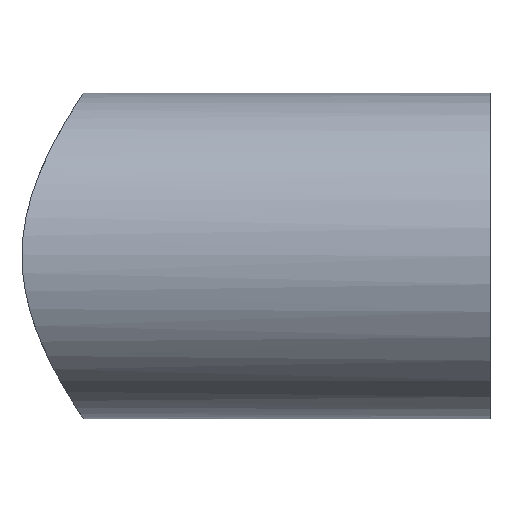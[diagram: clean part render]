
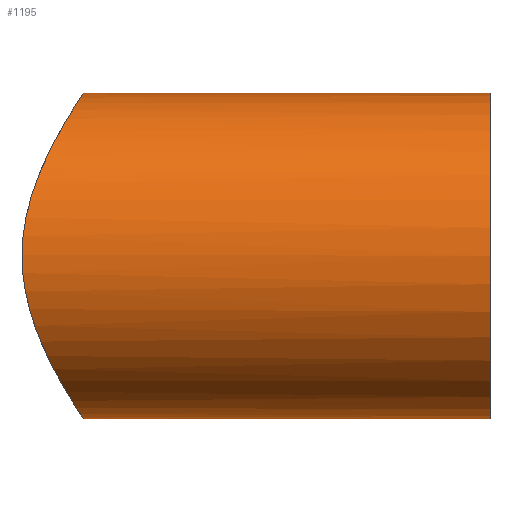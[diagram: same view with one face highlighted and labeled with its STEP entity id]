
A CAD part, front view. The second image highlights one B-rep face of the part: STEP entity #1195.
In plain terms, the highlighted cylindrical face has radius 14 mm (diameter 28 mm), a partial arc.
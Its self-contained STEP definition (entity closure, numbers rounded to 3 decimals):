
#2 = CARTESIAN_POINT ( 'NONE',  ( -25.981, -13.501, 3.734 ) ) ;
#14 = CARTESIAN_POINT ( 'NONE',  ( -21.62, -4.629, -13.245 ) ) ;
#42 = DIRECTION ( 'NONE',  ( 0., 0., 1. ) ) ;
#117 = CARTESIAN_POINT ( 'NONE',  ( -24.264, -11.104, -8.539 ) ) ;
#126 = CARTESIAN_POINT ( 'NONE',  ( -24.916, -12.11, 7.081 ) ) ;
#130 = EDGE_CURVE ( 'NONE', #156, #756, #1044, .T. ) ;
#136 = CARTESIAN_POINT ( 'NONE',  ( -22.939, -8.614, -11.073 ) ) ;
#145 = VERTEX_POINT ( 'NONE', #252 ) ;
#156 = VERTEX_POINT ( 'NONE', #1290 ) ;
#163 = CARTESIAN_POINT ( 'NONE',  ( -37.977, 0., 0. ) ) ;
#222 = CARTESIAN_POINT ( 'NONE',  ( -23.926, -10.534, 9.232 ) ) ;
#227 = DIRECTION ( 'NONE',  ( 1., 0., 0. ) ) ;
#234 = CARTESIAN_POINT ( 'NONE',  ( -26.407, -14., 0.487 ) ) ;
#246 = CARTESIAN_POINT ( 'NONE',  ( -24.43, -11.368, -8.183 ) ) ;
#252 = CARTESIAN_POINT ( 'NONE',  ( 13.873, 0., 14. ) ) ;
#254 = CARTESIAN_POINT ( 'NONE',  ( -26.238, -13.805, 2.372 ) ) ;
#261 = VERTEX_POINT ( 'NONE', #957 ) ;
#356 = CARTESIAN_POINT ( 'NONE',  ( -21.191, -1.893, 13.903 ) ) ;
#361 = CARTESIAN_POINT ( 'NONE',  ( -21.631, -4.618, 13.225 ) ) ;
#371 = CARTESIAN_POINT ( 'NONE',  ( -22.495, -7.504, -11.827 ) ) ;
#386 = CARTESIAN_POINT ( 'NONE',  ( -24.755, -11.865, -7.445 ) ) ;
#419 = ORIENTED_EDGE ( 'NONE', *, *, #1118, .T. ) ;
#429 = CARTESIAN_POINT ( 'NONE',  ( -21.206, -1.885, -13.881 ) ) ;
#487 = CARTESIAN_POINT ( 'NONE',  ( -26.078, -13.617, 3.284 ) ) ;
#494 = CARTESIAN_POINT ( 'NONE',  ( -26.3, -13.877, 1.909 ) ) ;
#510 = CARTESIAN_POINT ( 'NONE',  ( -25.63, -13.065, 5.051 ) ) ;
#533 = CARTESIAN_POINT ( 'NONE',  ( -21.127, 0., -14. ) ) ;
#543 = CYLINDRICAL_SURFACE ( 'NONE', #1653, 14. ) ;
#614 = CARTESIAN_POINT ( 'NONE',  ( -21.127, -0.957, 14. ) ) ;
#620 = CARTESIAN_POINT ( 'NONE',  ( -21.451, -3.722, 13.504 ) ) ;
#622 = AXIS2_PLACEMENT_3D ( 'NONE', #1387, #1275, #1416 ) ;
#627 = CARTESIAN_POINT ( 'NONE',  ( -25.221, -12.526, -6.269 ) ) ;
#643 = CARTESIAN_POINT ( 'NONE',  ( -21.96, -5.903, -12.703 ) ) ;
#661 = ORIENTED_EDGE ( 'NONE', *, *, #1104, .T. ) ;
#750 = CARTESIAN_POINT ( 'NONE',  ( -22.072, -6.32, 12.526 ) ) ;
#756 = VERTEX_POINT ( 'NONE', #1276 ) ;
#757 = CARTESIAN_POINT ( 'NONE',  ( -25.764, -13.234, -4.591 ) ) ;
#770 = CARTESIAN_POINT ( 'NONE',  ( -22.086, -6.32, -12.5 ) ) ;
#786 = CARTESIAN_POINT ( 'NONE',  ( -7.627, 0., 14. ) ) ;
#790 = CIRCLE ( 'NONE', #622, 14. ) ;
#852 = VECTOR ( 'NONE', #227, 1000. ) ;
#879 = CARTESIAN_POINT ( 'NONE',  ( -26.084, -13.624, -3.256 ) ) ;
#891 = CARTESIAN_POINT ( 'NONE',  ( -22.354, -7.12, -12.063 ) ) ;
#904 = CARTESIAN_POINT ( 'NONE',  ( -26.385, -13.974, 0.968 ) ) ;
#913 = CARTESIAN_POINT ( 'NONE',  ( -37.977, 0., 14. ) ) ;
#921 = ORIENTED_EDGE ( 'NONE', *, *, #130, .F. ) ;
#922 = CARTESIAN_POINT ( 'NONE',  ( -21.253, -2.359, -13.808 ) ) ;
#937 = DIRECTION ( 'NONE',  ( -1., 0., 0. ) ) ;
#947 = CARTESIAN_POINT ( 'NONE',  ( -21.143, -0.943, -13.976 ) ) ;
#948 = EDGE_CURVE ( 'NONE', #1166, #1366, #1481, .T. ) ;
#957 = CARTESIAN_POINT ( 'NONE',  ( 13.873, 0., -14. ) ) ;
#969 = DIRECTION ( 'NONE',  ( -1., 0., 0. ) ) ;
#992 = CARTESIAN_POINT ( 'NONE',  ( -26.408, -14.001, -0.937 ) ) ;
#998 = CARTESIAN_POINT ( 'NONE',  ( -24.262, -11.1, 8.543 ) ) ;
#1009 = CARTESIAN_POINT ( 'NONE',  ( -23.761, -10.24, -9.557 ) ) ;
#1017 = CARTESIAN_POINT ( 'NONE',  ( -25.639, -13.077, -5.02 ) ) ;
#1028 = CARTESIAN_POINT ( 'NONE',  ( -21.127, 0., 14. ) ) ;
#1031 = B_SPLINE_CURVE_WITH_KNOTS ( 'NONE', 3,
 ( #1028, #614, #356, #1423, #620, #361, #1663, #750, #1542, #1551, #1133, #1657, #222, #998, #1125, #126, #1149, #510, #1402, #2, #487, #254, #494, #904, #234, #992, #1516, #879, #1394, #757, #1017, #1264, #627, #1532, #386, #246, #117, #1292, #1009, #1140, #136, #371, #891, #770, #643, #14, #1431, #922, #429, #947, #1439, #533 ),
 .UNSPECIFIED., .F., .F.,
 ( 4, 2, 2, 2, 2, 2, 2, 2, 2, 2, 2, 2, 2, 2, 2, 2, 2, 2, 2, 2, 2, 2, 2, 2, 2, 4 ),
 ( 0., 0.003, 0.004, 0.006, 0.008, 0.011, 0.013, 0.014, 0.017, 0.018, 0.02, 0.021, 0.023, 0.025, 0.027, 0.028, 0.03, 0.031, 0.032, 0.034, 0.037, 0.038, 0.04, 0.042, 0.044, 0.045 ),
 .UNSPECIFIED. ) ;
#1044 = LINE ( 'NONE', #1421, #1348 ) ;
#1058 = LINE ( 'NONE', #913, #1493 ) ;
#1075 = EDGE_CURVE ( 'NONE', #261, #145, #790, .T. ) ;
#1104 = EDGE_CURVE ( 'NONE', #156, #261, #1524, .T. ) ;
#1118 = EDGE_CURVE ( 'NONE', #1366, #756, #1031, .T. ) ;
#1125 = CARTESIAN_POINT ( 'NONE',  ( -24.429, -11.367, 8.185 ) ) ;
#1133 = CARTESIAN_POINT ( 'NONE',  ( -23.262, -9.3, 10.503 ) ) ;
#1140 = CARTESIAN_POINT ( 'NONE',  ( -23.26, -9.296, -10.506 ) ) ;
#1149 = CARTESIAN_POINT ( 'NONE',  ( -25.224, -12.535, 6.301 ) ) ;
#1166 = VERTEX_POINT ( 'NONE', #786 ) ;
#1184 = DIRECTION ( 'NONE',  ( -1., 0., 0. ) ) ;
#1195 = ADVANCED_FACE ( 'NONE', ( #1466 ), #543, .T. ) ;
#1223 = EDGE_CURVE ( 'NONE', #145, #1166, #1058, .T. ) ;
#1225 = CARTESIAN_POINT ( 'NONE',  ( -37.977, 0., 14. ) ) ;
#1264 = CARTESIAN_POINT ( 'NONE',  ( -25.368, -12.723, -5.858 ) ) ;
#1265 = ORIENTED_EDGE ( 'NONE', *, *, #948, .T. ) ;
#1275 = DIRECTION ( 'NONE',  ( -1., 0., 0. ) ) ;
#1276 = CARTESIAN_POINT ( 'NONE',  ( -21.127, 0., -14. ) ) ;
#1282 = CARTESIAN_POINT ( 'NONE',  ( -37.977, 0., -14. ) ) ;
#1290 = CARTESIAN_POINT ( 'NONE',  ( -7.627, 0., -14. ) ) ;
#1292 = CARTESIAN_POINT ( 'NONE',  ( -23.93, -10.54, -9.225 ) ) ;
#1332 = VECTOR ( 'NONE', #969, 1000. ) ;
#1348 = VECTOR ( 'NONE', #937, 1000. ) ;
#1366 = VERTEX_POINT ( 'NONE', #1622 ) ;
#1387 = CARTESIAN_POINT ( 'NONE',  ( 13.873, 0., 0. ) ) ;
#1394 = CARTESIAN_POINT ( 'NONE',  ( -25.986, -13.507, -3.71 ) ) ;
#1402 = CARTESIAN_POINT ( 'NONE',  ( -25.756, -13.224, 4.619 ) ) ;
#1416 = DIRECTION ( 'NONE',  ( 0., 0., 1. ) ) ;
#1421 = CARTESIAN_POINT ( 'NONE',  ( -37.977, 0., -14. ) ) ;
#1423 = CARTESIAN_POINT ( 'NONE',  ( -21.375, -3.268, 13.621 ) ) ;
#1431 = CARTESIAN_POINT ( 'NONE',  ( -21.439, -3.745, -13.523 ) ) ;
#1439 = CARTESIAN_POINT ( 'NONE',  ( -21.127, -0.472, -14. ) ) ;
#1447 = ORIENTED_EDGE ( 'NONE', *, *, #1075, .T. ) ;
#1466 = FACE_OUTER_BOUND ( 'NONE', #1614, .T. ) ;
#1481 = LINE ( 'NONE', #1225, #1332 ) ;
#1483 = ORIENTED_EDGE ( 'NONE', *, *, #1223, .T. ) ;
#1493 = VECTOR ( 'NONE', #1583, 1000. ) ;
#1516 = CARTESIAN_POINT ( 'NONE',  ( -26.323, -13.906, -1.873 ) ) ;
#1524 = LINE ( 'NONE', #1282, #852 ) ;
#1532 = CARTESIAN_POINT ( 'NONE',  ( -24.915, -12.096, -7.063 ) ) ;
#1542 = CARTESIAN_POINT ( 'NONE',  ( -22.341, -7.117, 12.09 ) ) ;
#1551 = CARTESIAN_POINT ( 'NONE',  ( -22.94, -8.616, 11.072 ) ) ;
#1583 = DIRECTION ( 'NONE',  ( -1., 0., 0. ) ) ;
#1614 = EDGE_LOOP ( 'NONE', ( #921, #661, #1447, #1483, #1265, #419 ) ) ;
#1622 = CARTESIAN_POINT ( 'NONE',  ( -21.127, 0., 14. ) ) ;
#1653 = AXIS2_PLACEMENT_3D ( 'NONE', #163, #1184, #42 ) ;
#1657 = CARTESIAN_POINT ( 'NONE',  ( -23.759, -10.237, 9.561 ) ) ;
#1663 = CARTESIAN_POINT ( 'NONE',  ( -21.733, -5.053, 13.064 ) ) ;
